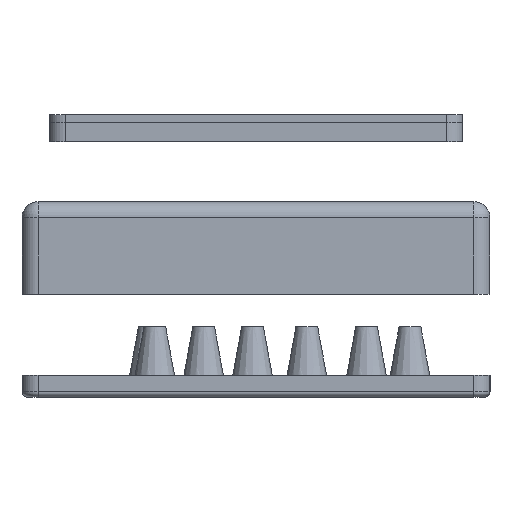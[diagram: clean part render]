
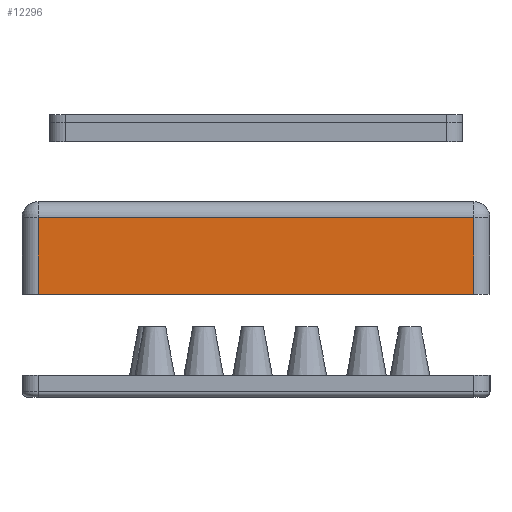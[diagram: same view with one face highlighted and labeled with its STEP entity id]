
A CAD part, left-side view. The second image highlights one B-rep face of the part: STEP entity #12296.
In plain terms, the highlighted planar face has unit normal (-1, 0, 0).
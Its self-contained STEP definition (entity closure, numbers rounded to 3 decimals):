
#11650=CARTESIAN_POINT('',(10.095,13.261,33.));
#11651=VERTEX_POINT('',#11650);
#11659=CARTESIAN_POINT('',(10.095,93.457,33.));
#11660=VERTEX_POINT('',#11659);
#11661=CARTESIAN_POINT('',(10.095,13.261,33.));
#11662=DIRECTION('',(0.,1.,0.));
#11663=VECTOR('',#11662,80.196);
#11664=LINE('',#11661,#11663);
#11665=EDGE_CURVE('',#11651,#11660,#11664,.T.);
#11799=CARTESIAN_POINT('',(10.095,13.261,47.));
#11800=VERTEX_POINT('',#11799);
#11826=CARTESIAN_POINT('',(10.095,93.457,47.));
#11827=VERTEX_POINT('',#11826);
#11835=CARTESIAN_POINT('',(10.095,13.261,47.));
#11836=DIRECTION('',(0.,1.,0.));
#11837=VECTOR('',#11836,80.196);
#11838=LINE('',#11835,#11837);
#11839=EDGE_CURVE('',#11800,#11827,#11838,.T.);
#12268=CARTESIAN_POINT('',(10.095,93.457,47.));
#12269=DIRECTION('',(-0.,-0.,-1.));
#12270=VECTOR('',#12269,14.);
#12271=LINE('',#12268,#12270);
#12272=EDGE_CURVE('',#11827,#11660,#12271,.T.);
#12280=CARTESIAN_POINT('',(10.095,92.761,45.));
#12281=DIRECTION('',(1.,0.,0.));
#12282=DIRECTION('',(0.,0.,-1.));
#12283=AXIS2_PLACEMENT_3D('',#12280,#12281,#12282);
#12284=PLANE('',#12283);
#12285=CARTESIAN_POINT('',(10.095,13.261,33.));
#12286=DIRECTION('',(0.,0.,1.));
#12287=VECTOR('',#12286,14.);
#12288=LINE('',#12285,#12287);
#12289=EDGE_CURVE('',#11651,#11800,#12288,.T.);
#12290=ORIENTED_EDGE('',*,*,#12289,.T.);
#12291=ORIENTED_EDGE('',*,*,#11839,.T.);
#12292=ORIENTED_EDGE('',*,*,#12272,.T.);
#12293=ORIENTED_EDGE('',*,*,#11665,.F.);
#12294=EDGE_LOOP('',(#12290,#12291,#12292,#12293));
#12295=FACE_BOUND('',#12294,.T.);
#12296=ADVANCED_FACE('',(#12295),#12284,.F.);
